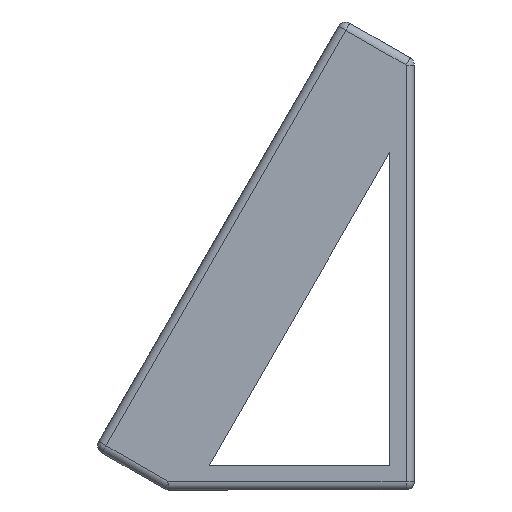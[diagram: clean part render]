
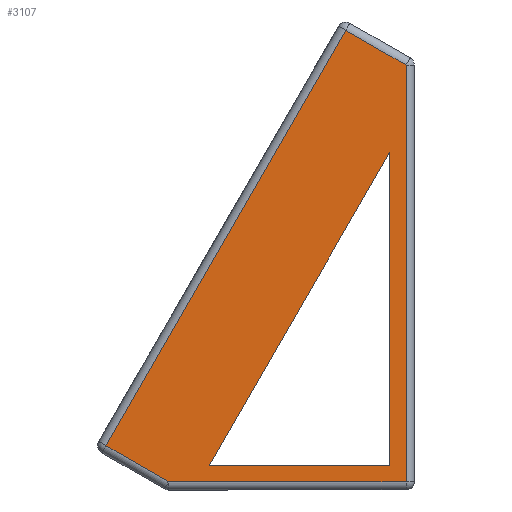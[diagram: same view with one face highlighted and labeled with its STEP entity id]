
A CAD part, left-side view. The second image highlights one B-rep face of the part: STEP entity #3107.
In plain terms, the highlighted planar face has unit normal (-1, 0, 0).
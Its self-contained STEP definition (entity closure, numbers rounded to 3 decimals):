
#11 = LINE ( 'NONE', #3262, #890 ) ;
#40 = VECTOR ( 'NONE', #161, 1000. ) ;
#144 = EDGE_CURVE ( 'NONE', #419, #403, #11, .T. ) ;
#161 = DIRECTION ( 'NONE',  ( 0., 0.866, 0.5 ) ) ;
#175 = VERTEX_POINT ( 'NONE', #2934 ) ;
#224 = VERTEX_POINT ( 'NONE', #3318 ) ;
#225 = CARTESIAN_POINT ( 'NONE',  ( -55., 3., 14.785 ) ) ;
#259 = VECTOR ( 'NONE', #1779, 1000. ) ;
#285 = CARTESIAN_POINT ( 'NONE',  ( -55., 1., 25.981 ) ) ;
#391 = LINE ( 'NONE', #2454, #259 ) ;
#403 = VERTEX_POINT ( 'NONE', #1970 ) ;
#419 = VERTEX_POINT ( 'NONE', #2995 ) ;
#518 = LINE ( 'NONE', #225, #786 ) ;
#523 = CARTESIAN_POINT ( 'NONE',  ( -55., 3., -22.981 ) ) ;
#554 = DIRECTION ( 'NONE',  ( 0., 0., 1. ) ) ;
#669 = ORIENTED_EDGE ( 'NONE', *, *, #2306, .T. ) ;
#710 = VERTEX_POINT ( 'NONE', #1422 ) ;
#786 = VECTOR ( 'NONE', #3477, 1000. ) ;
#790 = DIRECTION ( 'NONE',  ( 0., 0., 1. ) ) ;
#853 = PLANE ( 'NONE',  #1954 ) ;
#890 = VECTOR ( 'NONE', #2313, 1000. ) ;
#1045 = LINE ( 'NONE', #3393, #40 ) ;
#1297 = EDGE_CURVE ( 'NONE', #3663, #224, #1451, .T. ) ;
#1384 = FACE_OUTER_BOUND ( 'NONE', #2490, .T. ) ;
#1422 = CARTESIAN_POINT ( 'NONE',  ( -55., 24.804, -22.981 ) ) ;
#1451 = LINE ( 'NONE', #285, #2270 ) ;
#1519 = EDGE_CURVE ( 'NONE', #403, #3663, #2180, .T. ) ;
#1692 = ORIENTED_EDGE ( 'NONE', *, *, #3297, .T. ) ;
#1729 = DIRECTION ( 'NONE',  ( 0., -0.5, 0.866 ) ) ;
#1779 = DIRECTION ( 'NONE',  ( 0., 1., 0. ) ) ;
#1829 = CARTESIAN_POINT ( 'NONE',  ( -55., 3., 14.785 ) ) ;
#1895 = VECTOR ( 'NONE', #1729, 1000. ) ;
#1918 = ORIENTED_EDGE ( 'NONE', *, *, #3834, .T. ) ;
#1933 = CARTESIAN_POINT ( 'NONE',  ( -55., 1., -24.981 ) ) ;
#1954 = AXIS2_PLACEMENT_3D ( 'NONE', #3482, #3204, #790 ) ;
#1970 = CARTESIAN_POINT ( 'NONE',  ( -55., 29.732, -24.981 ) ) ;
#2125 = EDGE_CURVE ( 'NONE', #224, #175, #1045, .T. ) ;
#2176 = LINE ( 'NONE', #3383, #3674 ) ;
#2180 = LINE ( 'NONE', #3111, #2902 ) ;
#2270 = VECTOR ( 'NONE', #554, 1000. ) ;
#2306 = EDGE_CURVE ( 'NONE', #2793, #3154, #518, .T. ) ;
#2313 = DIRECTION ( 'NONE',  ( 0., -0.866, -0.5 ) ) ;
#2428 = ORIENTED_EDGE ( 'NONE', *, *, #144, .T. ) ;
#2447 = ORIENTED_EDGE ( 'NONE', *, *, #2125, .T. ) ;
#2454 = CARTESIAN_POINT ( 'NONE',  ( -55., 3., -22.981 ) ) ;
#2465 = EDGE_LOOP ( 'NONE', ( #669, #1918, #1692 ) ) ;
#2490 = EDGE_LOOP ( 'NONE', ( #2428, #3455, #3243, #2447, #3582 ) ) ;
#2779 = LINE ( 'NONE', #3421, #1895 ) ;
#2793 = VERTEX_POINT ( 'NONE', #1829 ) ;
#2899 = EDGE_CURVE ( 'NONE', #175, #419, #2176, .T. ) ;
#2902 = VECTOR ( 'NONE', #3371, 1000. ) ;
#2934 = CARTESIAN_POINT ( 'NONE',  ( -55., 8.294, 29.615 ) ) ;
#2995 = CARTESIAN_POINT ( 'NONE',  ( -55., 37.294, -20.615 ) ) ;
#3089 = DIRECTION ( 'NONE',  ( 0., 0.5, -0.866 ) ) ;
#3107 = ADVANCED_FACE ( 'NONE', ( #1384, #3440 ), #853, .T. ) ;
#3111 = CARTESIAN_POINT ( 'NONE',  ( -55., 0., -24.981 ) ) ;
#3154 = VERTEX_POINT ( 'NONE', #523 ) ;
#3204 = DIRECTION ( 'NONE',  ( -1., 0., 0. ) ) ;
#3243 = ORIENTED_EDGE ( 'NONE', *, *, #1297, .T. ) ;
#3262 = CARTESIAN_POINT ( 'NONE',  ( -55., 29.5, -25.115 ) ) ;
#3297 = EDGE_CURVE ( 'NONE', #710, #2793, #2779, .T. ) ;
#3318 = CARTESIAN_POINT ( 'NONE',  ( -55., 1., 25.403 ) ) ;
#3371 = DIRECTION ( 'NONE',  ( 0., -1., 0. ) ) ;
#3383 = CARTESIAN_POINT ( 'NONE',  ( -55., 37.794, -21.481 ) ) ;
#3393 = CARTESIAN_POINT ( 'NONE',  ( -55., 9.16, 30.115 ) ) ;
#3421 = CARTESIAN_POINT ( 'NONE',  ( -55., 24.804, -22.981 ) ) ;
#3440 = FACE_BOUND ( 'NONE', #2465, .T. ) ;
#3455 = ORIENTED_EDGE ( 'NONE', *, *, #1519, .T. ) ;
#3477 = DIRECTION ( 'NONE',  ( 0., 0., -1. ) ) ;
#3482 = CARTESIAN_POINT ( 'NONE',  ( -55., 0., 0. ) ) ;
#3582 = ORIENTED_EDGE ( 'NONE', *, *, #2899, .T. ) ;
#3663 = VERTEX_POINT ( 'NONE', #1933 ) ;
#3674 = VECTOR ( 'NONE', #3089, 1000. ) ;
#3834 = EDGE_CURVE ( 'NONE', #3154, #710, #391, .T. ) ;
